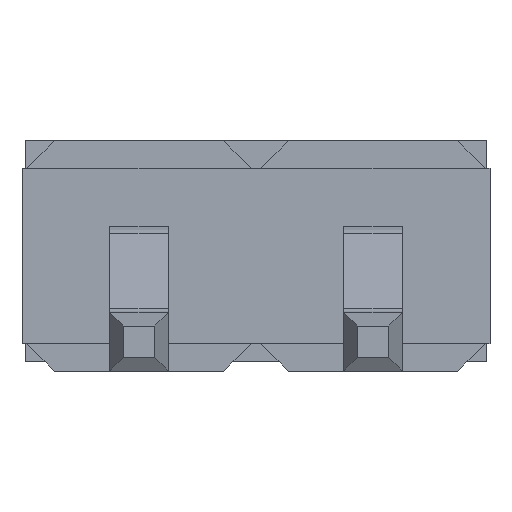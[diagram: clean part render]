
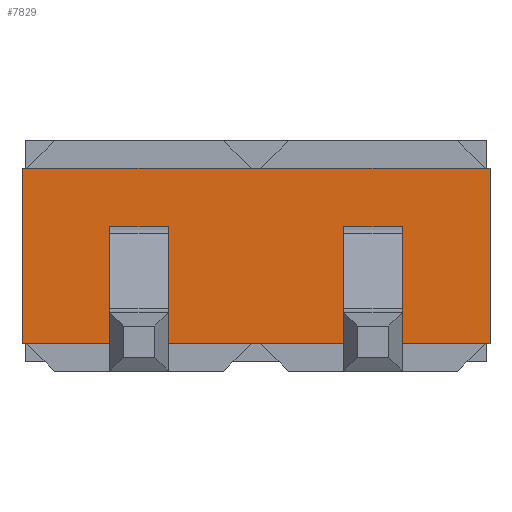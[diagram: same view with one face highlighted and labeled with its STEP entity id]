
A CAD part, front view. The second image highlights one B-rep face of the part: STEP entity #7829.
In plain terms, the highlighted planar face has unit normal (0, -1, 0).
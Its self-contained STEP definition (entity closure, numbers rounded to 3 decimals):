
#64=FACE_BOUND('',#1169,.T.);
#65=FACE_BOUND('',#1170,.T.);
#727=FACE_OUTER_BOUND('',#1168,.T.);
#1168=EDGE_LOOP('',(#6739,#6740,#6741,#6742,#6743,#6744,#6745,#6746,#6747,
#6748,#6749,#6750));
#1169=EDGE_LOOP('',(#6751,#6752,#6753,#6754));
#1170=EDGE_LOOP('',(#6755,#6756,#6757,#6758));
#1979=LINE('',#12764,#2899);
#1981=LINE('',#12768,#2901);
#1983=LINE('',#12772,#2903);
#1985=LINE('',#12775,#2905);
#1986=LINE('',#12779,#2906);
#1987=LINE('',#12781,#2907);
#1988=LINE('',#12783,#2908);
#1989=LINE('',#12785,#2909);
#1990=LINE('',#12787,#2910);
#1991=LINE('',#12789,#2911);
#1992=LINE('',#12791,#2912);
#1993=LINE('',#12792,#2913);
#1994=LINE('',#12794,#2914);
#1995=LINE('',#12796,#2915);
#1996=LINE('',#12798,#2916);
#1997=LINE('',#12799,#2917);
#1998=LINE('',#12802,#2918);
#1999=LINE('',#12804,#2919);
#2000=LINE('',#12806,#2920);
#2001=LINE('',#12807,#2921);
#2899=VECTOR('',#10327,0.64);
#2901=VECTOR('',#10331,0.64);
#2903=VECTOR('',#10335,0.64);
#2905=VECTOR('',#10339,0.64);
#2906=VECTOR('',#10342,0.05);
#2907=VECTOR('',#10343,2.44);
#2908=VECTOR('',#10344,0.1);
#2909=VECTOR('',#10345,2.44);
#2910=VECTOR('',#10346,0.05);
#2911=VECTOR('',#10347,1.9);
#2912=VECTOR('',#10348,0.05);
#2913=VECTOR('',#10349,2.44);
#2914=VECTOR('',#10350,0.1);
#2915=VECTOR('',#10351,2.44);
#2916=VECTOR('',#10352,0.05);
#2917=VECTOR('',#10353,1.9);
#2918=VECTOR('',#10354,0.64);
#2919=VECTOR('',#10355,0.64);
#2920=VECTOR('',#10356,0.64);
#2921=VECTOR('',#10357,0.64);
#3657=VERTEX_POINT('',#12722);
#3673=VERTEX_POINT('',#12761);
#3674=VERTEX_POINT('',#12763);
#3675=VERTEX_POINT('',#12767);
#3676=VERTEX_POINT('',#12771);
#3677=VERTEX_POINT('',#12777);
#3678=VERTEX_POINT('',#12778);
#3679=VERTEX_POINT('',#12780);
#3680=VERTEX_POINT('',#12782);
#3681=VERTEX_POINT('',#12784);
#3682=VERTEX_POINT('',#12786);
#3683=VERTEX_POINT('',#12788);
#3684=VERTEX_POINT('',#12790);
#3685=VERTEX_POINT('',#12793);
#3686=VERTEX_POINT('',#12795);
#3687=VERTEX_POINT('',#12797);
#3688=VERTEX_POINT('',#12800);
#3689=VERTEX_POINT('',#12801);
#3690=VERTEX_POINT('',#12803);
#3691=VERTEX_POINT('',#12805);
#4711=EDGE_CURVE('',#3674,#3673,#1979,.T.);
#4713=EDGE_CURVE('',#3675,#3674,#1981,.T.);
#4715=EDGE_CURVE('',#3676,#3675,#1983,.T.);
#4717=EDGE_CURVE('',#3673,#3676,#1985,.T.);
#4718=EDGE_CURVE('',#3677,#3678,#1986,.T.);
#4719=EDGE_CURVE('',#3678,#3679,#1987,.T.);
#4720=EDGE_CURVE('',#3679,#3680,#1988,.T.);
#4721=EDGE_CURVE('',#3680,#3681,#1989,.T.);
#4722=EDGE_CURVE('',#3682,#3681,#1990,.T.);
#4723=EDGE_CURVE('',#3683,#3682,#1991,.T.);
#4724=EDGE_CURVE('',#3683,#3684,#1992,.T.);
#4725=EDGE_CURVE('',#3657,#3684,#1993,.T.);
#4726=EDGE_CURVE('',#3657,#3685,#1994,.T.);
#4727=EDGE_CURVE('',#3686,#3685,#1995,.T.);
#4728=EDGE_CURVE('',#3687,#3686,#1996,.T.);
#4729=EDGE_CURVE('',#3687,#3677,#1997,.T.);
#4730=EDGE_CURVE('',#3688,#3689,#1998,.T.);
#4731=EDGE_CURVE('',#3689,#3690,#1999,.T.);
#4732=EDGE_CURVE('',#3690,#3691,#2000,.T.);
#4733=EDGE_CURVE('',#3691,#3688,#2001,.T.);
#6739=ORIENTED_EDGE('',*,*,#4718,.T.);
#6740=ORIENTED_EDGE('',*,*,#4719,.T.);
#6741=ORIENTED_EDGE('',*,*,#4720,.T.);
#6742=ORIENTED_EDGE('',*,*,#4721,.T.);
#6743=ORIENTED_EDGE('',*,*,#4722,.F.);
#6744=ORIENTED_EDGE('',*,*,#4723,.F.);
#6745=ORIENTED_EDGE('',*,*,#4724,.T.);
#6746=ORIENTED_EDGE('',*,*,#4725,.F.);
#6747=ORIENTED_EDGE('',*,*,#4726,.T.);
#6748=ORIENTED_EDGE('',*,*,#4727,.F.);
#6749=ORIENTED_EDGE('',*,*,#4728,.F.);
#6750=ORIENTED_EDGE('',*,*,#4729,.T.);
#6751=ORIENTED_EDGE('',*,*,#4711,.T.);
#6752=ORIENTED_EDGE('',*,*,#4717,.T.);
#6753=ORIENTED_EDGE('',*,*,#4715,.T.);
#6754=ORIENTED_EDGE('',*,*,#4713,.T.);
#6755=ORIENTED_EDGE('',*,*,#4730,.T.);
#6756=ORIENTED_EDGE('',*,*,#4731,.T.);
#6757=ORIENTED_EDGE('',*,*,#4732,.T.);
#6758=ORIENTED_EDGE('',*,*,#4733,.T.);
#7405=PLANE('',#8460);
#7829=ADVANCED_FACE('',(#727,#64,#65),#7405,.F.);
#8460=AXIS2_PLACEMENT_3D('',#12776,#10340,#10341);
#10327=DIRECTION('',(-1.,0.,0.));
#10331=DIRECTION('',(0.,0.,-1.));
#10335=DIRECTION('',(1.,0.,0.));
#10339=DIRECTION('',(0.,0.,1.));
#10340=DIRECTION('center_axis',(0.,1.,0.));
#10341=DIRECTION('ref_axis',(-1.,0.,0.));
#10342=DIRECTION('',(1.,0.,0.));
#10343=DIRECTION('',(1.,0.,0.));
#10344=DIRECTION('',(1.,0.,0.));
#10345=DIRECTION('',(1.,0.,0.));
#10346=DIRECTION('',(-1.,0.,0.));
#10347=DIRECTION('',(0.,0.,-1.));
#10348=DIRECTION('',(-1.,0.,0.));
#10349=DIRECTION('',(1.,0.,0.));
#10350=DIRECTION('',(-1.,0.,0.));
#10351=DIRECTION('',(1.,0.,0.));
#10352=DIRECTION('',(1.,0.,0.));
#10353=DIRECTION('',(0.,0.,-1.));
#10354=DIRECTION('',(-1.,0.,0.));
#10355=DIRECTION('',(0.,0.,1.));
#10356=DIRECTION('',(1.,0.,0.));
#10357=DIRECTION('',(0.,0.,-1.));
#12722=CARTESIAN_POINT('',(0.051,-0.581,2.2));
#12761=CARTESIAN_POINT('',(0.951,-0.581,0.93));
#12763=CARTESIAN_POINT('',(1.591,-0.581,0.93));
#12764=CARTESIAN_POINT('',(1.591,-0.581,0.93));
#12767=CARTESIAN_POINT('',(1.591,-0.581,1.57));
#12768=CARTESIAN_POINT('',(1.591,-0.581,1.57));
#12771=CARTESIAN_POINT('',(0.951,-0.581,1.57));
#12772=CARTESIAN_POINT('',(0.951,-0.581,1.57));
#12775=CARTESIAN_POINT('',(0.951,-0.581,0.93));
#12776=CARTESIAN_POINT('Origin',(0.001,-0.581,
2.2));
#12777=CARTESIAN_POINT('',(-2.539,-0.581,0.3));
#12778=CARTESIAN_POINT('',(-2.489,-0.581,0.3));
#12779=CARTESIAN_POINT('',(-2.539,-0.581,0.3));
#12780=CARTESIAN_POINT('',(-0.049,-0.581,0.3));
#12781=CARTESIAN_POINT('',(-2.489,-0.581,0.3));
#12782=CARTESIAN_POINT('',(0.051,-0.581,0.3));
#12783=CARTESIAN_POINT('',(-0.049,-0.581,0.3));
#12784=CARTESIAN_POINT('',(2.491,-0.581,0.3));
#12785=CARTESIAN_POINT('',(0.051,-0.581,0.3));
#12786=CARTESIAN_POINT('',(2.541,-0.581,0.3));
#12787=CARTESIAN_POINT('',(2.541,-0.581,0.3));
#12788=CARTESIAN_POINT('',(2.541,-0.581,2.2));
#12789=CARTESIAN_POINT('',(2.541,-0.581,2.2));
#12790=CARTESIAN_POINT('',(2.491,-0.581,2.2));
#12791=CARTESIAN_POINT('',(2.541,-0.581,2.2));
#12792=CARTESIAN_POINT('',(0.051,-0.581,2.2));
#12793=CARTESIAN_POINT('',(-0.049,-0.581,2.2));
#12794=CARTESIAN_POINT('',(0.051,-0.581,2.2));
#12795=CARTESIAN_POINT('',(-2.489,-0.581,2.2));
#12796=CARTESIAN_POINT('',(-2.489,-0.581,2.2));
#12797=CARTESIAN_POINT('',(-2.539,-0.581,2.2));
#12798=CARTESIAN_POINT('',(-2.539,-0.581,2.2));
#12799=CARTESIAN_POINT('',(-2.539,-0.581,2.2));
#12800=CARTESIAN_POINT('',(-0.949,-0.581,0.93));
#12801=CARTESIAN_POINT('',(-1.589,-0.581,0.93));
#12802=CARTESIAN_POINT('',(-0.949,-0.581,0.93));
#12803=CARTESIAN_POINT('',(-1.589,-0.581,1.57));
#12804=CARTESIAN_POINT('',(-1.589,-0.581,0.93));
#12805=CARTESIAN_POINT('',(-0.949,-0.581,1.57));
#12806=CARTESIAN_POINT('',(-1.589,-0.581,1.57));
#12807=CARTESIAN_POINT('',(-0.949,-0.581,1.57));
